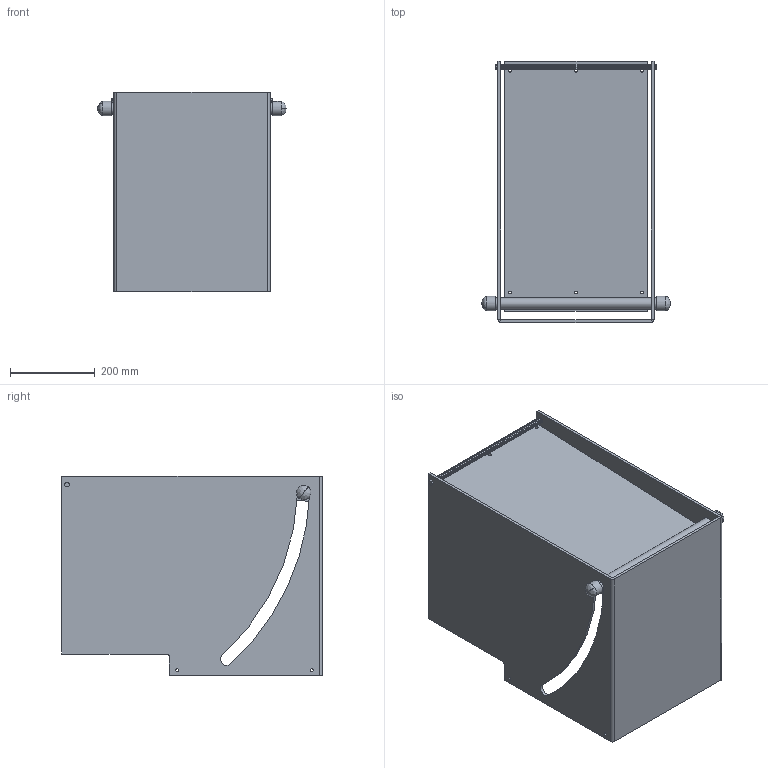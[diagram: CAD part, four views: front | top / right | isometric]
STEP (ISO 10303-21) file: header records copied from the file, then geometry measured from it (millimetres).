
FILE_DESCRIPTION(/* description */ (''),/* implementation_level */ '2;1');
FILE_NAME(/* name */ 'GE-18101.iam.stp',/* time_stamp */ '2018-01-01T11:23:35-08:00',/* author */ ('PhillipD'),/* organization */ (''),/* preprocessor_version */ 'ST-DEVELOPER v16.13',/* originating_system */ 'Autodesk Inventor 2018',/* authorisation */ '');
FILE_SCHEMA (('AUTOMOTIVE_DESIGN { 1 0 10303 214 3 1 1 }'));
Length unit declared in the file: inch
Products named in the file (7): GE-18101; GE-18025; GE-18093_4880K52; GE-18092; GE-18091; GE-18027; hex bolt_ai_HBOLT 0.2500-20x0.25x0.25-N
Assembly tree (8 placements, depth 2):
  GE-18101
    GE-18025
    GE-18093_4880K52  x2
    GE-18092
    GE-18091
    GE-18027
    hex bolt_ai_HBOLT 0.2500-20x0.25x0.25-N  x2
Bounding box: 445.16 x 616.17 x 469.9 mm (x, y, z)
Volume: 5803322.2 mm3; surface area: 1933933.4 mm2
Topology: 8 solids, 8 shells, 133 faces, 321 edges, 200 vertices
Faces by surface type: plane 64, cylinder 45, cone 16, bspline 8
Full cylindrical faces by diameter (mm): 5.105 x1, 6.35 x2, 6.756 x6, 6.858 x6, 20.93 x1, 26.67 x1, 33.985 x2
Entity records: 3496 total; most frequent: CARTESIAN_POINT 618, DIRECTION 572, ORIENTED_EDGE 486, EDGE_CURVE 243, AXIS2_PLACEMENT_3D 221, VERTEX_POINT 167, EDGE_LOOP 162, LINE 130
